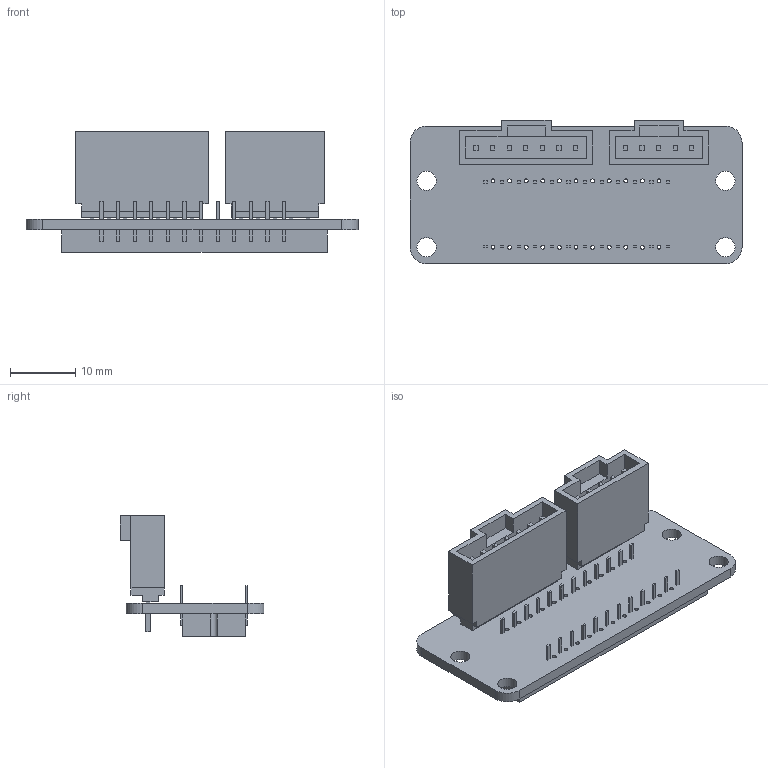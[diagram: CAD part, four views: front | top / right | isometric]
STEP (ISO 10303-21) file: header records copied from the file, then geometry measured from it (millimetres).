
FILE_DESCRIPTION(('KiCad electronic assembly'),'2;1');
FILE_NAME('CCDBoard_Hardware.step','2019-03-16T10:06:16',('An Author'),( 'A Company'),'Open CASCADE STEP processor 6.9', 'KiCad to STEP converter','Unknown');
FILE_SCHEMA(('AUTOMOTIVE_DESIGN { 1 0 10303 214 1 1 1 1 }'));
Length unit declared in the file: millimetre
Products named in the file (8): Open CASCADE STEP translator 6.9 1; TCD-1304; COMPOUND; Molex_SL_05_Vertical; SOLID; Molex_SL_07_Vertical
Assembly tree (7 placements, depth 3):
  Open CASCADE STEP translator 6.9 1
    TCD-1304
      COMPOUND
    Molex_SL_05_Vertical
      SOLID
    Molex_SL_07_Vertical
      SOLID
    COMPOUND
Bounding box: 50.8 x 21.97 x 18.46 mm (x, y, z)
Volume: 4529.9 mm3; surface area: 7000.5 mm2
Topology: 16 solids, 16 shells, 350 faces, 876 edges, 584 vertices
Faces by surface type: plane 307, cylinder 43
Full cylindrical faces by diameter (mm): 0.6 x22, 0.9 x12, 2.946 x4
Entity records: 24227 total; most frequent: CARTESIAN_POINT 3570, DIRECTION 3430, LINE 2456, VECTOR 2456, ORIENTED_EDGE 1752, PCURVE 1752, DEFINITIONAL_REPRESENTATION 1752, EDGE_CURVE 876
